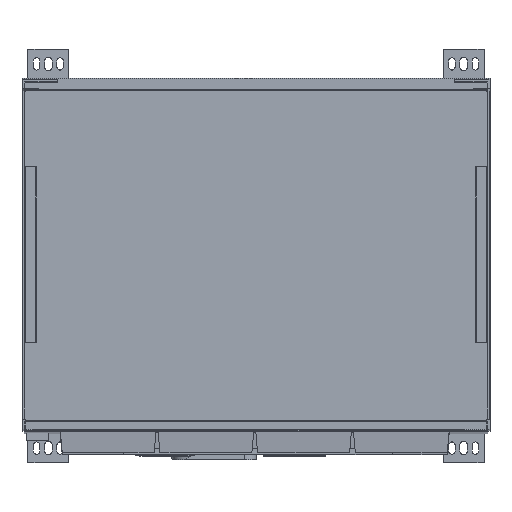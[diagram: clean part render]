
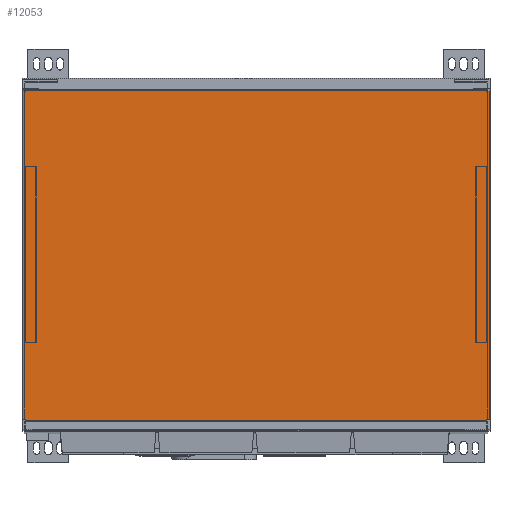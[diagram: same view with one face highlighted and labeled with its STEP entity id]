
A CAD part, top view. The second image highlights one B-rep face of the part: STEP entity #12053.
In plain terms, the highlighted planar face has unit normal (0, 0, 1).
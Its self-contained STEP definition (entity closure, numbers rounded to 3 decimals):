
#12053=ADVANCED_FACE('',(#14876),#13430,.F.);
#13430=PLANE('',#42925);
#14876=FACE_OUTER_BOUND('',#17239,.T.);
#17239=EDGE_LOOP('',(#25967,#25968,#25969,#25970,#25971,#25972,#25973,#25974,
#25975,#25976,#25977,#25978));
#25967=ORIENTED_EDGE('',*,*,#33586,.F.);
#25968=ORIENTED_EDGE('',*,*,#33584,.F.);
#25969=ORIENTED_EDGE('',*,*,#33590,.F.);
#25970=ORIENTED_EDGE('',*,*,#33591,.F.);
#25971=ORIENTED_EDGE('',*,*,#33592,.F.);
#25972=ORIENTED_EDGE('',*,*,#33593,.T.);
#25973=ORIENTED_EDGE('',*,*,#33594,.F.);
#25974=ORIENTED_EDGE('',*,*,#33595,.T.);
#25975=ORIENTED_EDGE('',*,*,#33596,.F.);
#25976=ORIENTED_EDGE('',*,*,#33597,.F.);
#25977=ORIENTED_EDGE('',*,*,#33598,.F.);
#25978=ORIENTED_EDGE('',*,*,#33599,.F.);
#29176=VERTEX_POINT('',#65649);
#29180=VERTEX_POINT('',#65658);
#29182=VERTEX_POINT('',#65664);
#29184=VERTEX_POINT('',#65672);
#29185=VERTEX_POINT('',#65674);
#29186=VERTEX_POINT('',#65676);
#29187=VERTEX_POINT('',#65678);
#29188=VERTEX_POINT('',#65680);
#29189=VERTEX_POINT('',#65682);
#29190=VERTEX_POINT('',#65684);
#29191=VERTEX_POINT('',#65686);
#29192=VERTEX_POINT('',#65688);
#33584=EDGE_CURVE('',#29180,#29176,#37055,.T.);
#33586=EDGE_CURVE('',#29176,#29182,#37057,.T.);
#33590=EDGE_CURVE('',#29184,#29180,#37061,.T.);
#33591=EDGE_CURVE('',#29185,#29184,#37062,.T.);
#33592=EDGE_CURVE('',#29186,#29185,#37063,.T.);
#33593=EDGE_CURVE('',#29186,#29187,#37064,.T.);
#33594=EDGE_CURVE('',#29188,#29187,#37065,.T.);
#33595=EDGE_CURVE('',#29188,#29189,#37066,.T.);
#33596=EDGE_CURVE('',#29190,#29189,#37067,.T.);
#33597=EDGE_CURVE('',#29191,#29190,#37068,.T.);
#33598=EDGE_CURVE('',#29192,#29191,#37069,.T.);
#33599=EDGE_CURVE('',#29182,#29192,#37070,.T.);
#37055=LINE('',#65659,#40573);
#37057=LINE('',#65663,#40575);
#37061=LINE('',#65671,#40579);
#37062=LINE('',#65673,#40580);
#37063=LINE('',#65675,#40581);
#37064=LINE('',#65677,#40582);
#37065=LINE('',#65679,#40583);
#37066=LINE('',#65681,#40584);
#37067=LINE('',#65683,#40585);
#37068=LINE('',#65685,#40586);
#37069=LINE('',#65687,#40587);
#37070=LINE('',#65689,#40588);
#40573=VECTOR('',#50925,1.);
#40575=VECTOR('',#50929,1.);
#40579=VECTOR('',#50937,1.);
#40580=VECTOR('',#50938,1.);
#40581=VECTOR('',#50939,1.);
#40582=VECTOR('',#50940,1.);
#40583=VECTOR('',#50941,1.);
#40584=VECTOR('',#50942,1.);
#40585=VECTOR('',#50943,1.);
#40586=VECTOR('',#50944,1.);
#40587=VECTOR('',#50945,1.);
#40588=VECTOR('',#50946,1.);
#42925=AXIS2_PLACEMENT_3D('',#65690,#50947,#50948);
#50925=DIRECTION('',(0.,-1.,0.));
#50929=DIRECTION('',(-1.,0.,0.));
#50937=DIRECTION('',(-1.,0.,0.));
#50938=DIRECTION('',(0.,-1.,0.));
#50939=DIRECTION('',(1.,0.,0.));
#50940=DIRECTION('',(0.,1.,0.));
#50941=DIRECTION('',(1.,0.,0.));
#50942=DIRECTION('',(0.,-1.,0.));
#50943=DIRECTION('',(1.,0.,0.));
#50944=DIRECTION('',(0.,1.,0.));
#50945=DIRECTION('',(-1.,0.,0.));
#50946=DIRECTION('',(0.,1.,0.));
#50947=DIRECTION('',(0.,0.,-1.));
#50948=DIRECTION('',(0.,1.,0.));
#65649=CARTESIAN_POINT('',(-1355.5,13.15,2102.164));
#65658=CARTESIAN_POINT('',(-1355.5,17.15,2102.164));
#65659=CARTESIAN_POINT('',(-1355.5,577.15,2102.164));
#65663=CARTESIAN_POINT('',(-1750.,13.15,2102.164));
#65664=CARTESIAN_POINT('',(-2144.5,13.15,2102.164));
#65671=CARTESIAN_POINT('',(-2144.5,17.15,2102.164));
#65672=CARTESIAN_POINT('',(-1351.5,17.15,2102.164));
#65673=CARTESIAN_POINT('',(-1351.5,298.1,2102.164));
#65674=CARTESIAN_POINT('',(-1351.5,577.15,2102.164));
#65675=CARTESIAN_POINT('',(-2144.5,577.15,2102.164));
#65676=CARTESIAN_POINT('',(-1355.5,577.15,2102.164));
#65677=CARTESIAN_POINT('',(-1355.5,298.1,2102.164));
#65678=CARTESIAN_POINT('',(-1355.5,581.15,2102.164));
#65679=CARTESIAN_POINT('',(-1750.,581.15,2102.164));
#65680=CARTESIAN_POINT('',(-2144.5,581.15,2102.164));
#65681=CARTESIAN_POINT('',(-2144.5,577.15,2102.164));
#65682=CARTESIAN_POINT('',(-2144.5,577.15,2102.164));
#65683=CARTESIAN_POINT('',(-2144.5,577.15,2102.164));
#65684=CARTESIAN_POINT('',(-2148.5,577.15,2102.164));
#65685=CARTESIAN_POINT('',(-2148.5,298.1,2102.164));
#65686=CARTESIAN_POINT('',(-2148.5,17.15,2102.164));
#65687=CARTESIAN_POINT('',(-1750.,17.15,2102.164));
#65688=CARTESIAN_POINT('',(-2144.5,17.15,2102.164));
#65689=CARTESIAN_POINT('',(-2144.5,577.15,2102.164));
#65690=CARTESIAN_POINT('',(-1750.,298.1,2102.164));
